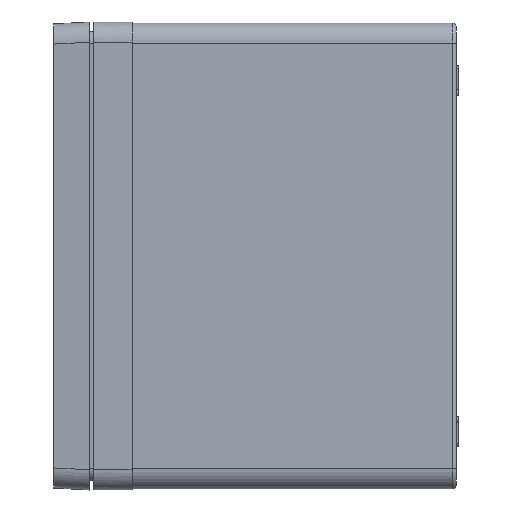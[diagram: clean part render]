
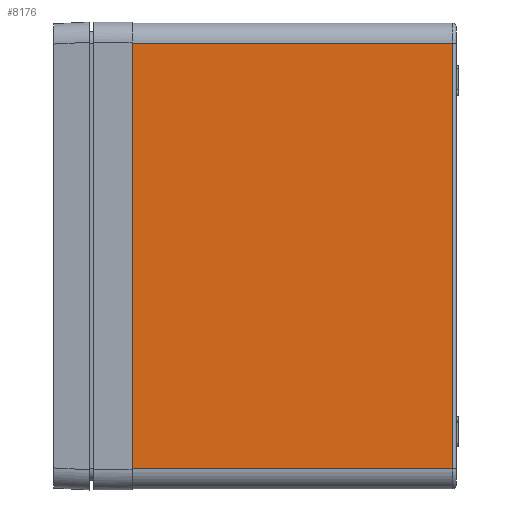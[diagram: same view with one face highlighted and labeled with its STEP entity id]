
A CAD part, left-side view. The second image highlights one B-rep face of the part: STEP entity #8176.
In plain terms, the highlighted planar face has unit normal (-1, 0, 0).
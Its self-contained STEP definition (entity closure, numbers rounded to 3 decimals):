
#932 = EDGE_CURVE ( 'NONE', #4625, #27844, #31861, .T. ) ;
#1171 = ORIENTED_EDGE ( 'NONE', *, *, #5586, .T. ) ;
#2656 = CARTESIAN_POINT ( 'NONE',  ( -165., -160., 105. ) ) ;
#2724 = LINE ( 'NONE', #36651, #33909 ) ;
#2921 = DIRECTION ( 'NONE',  ( 0., 0., 1. ) ) ;
#4305 = EDGE_CURVE ( 'NONE', #4625, #27437, #2724, .T. ) ;
#4355 = EDGE_CURVE ( 'NONE', #33545, #27844, #23733, .T. ) ;
#4625 = VERTEX_POINT ( 'NONE', #38661 ) ;
#5586 = EDGE_CURVE ( 'NONE', #27437, #33545, #21699, .T. ) ;
#8176 = ADVANCED_FACE ( 'NONE', ( #21497 ), #40180, .T. ) ;
#14275 = VECTOR ( 'NONE', #24686, 1000. ) ;
#14390 = VECTOR ( 'NONE', #36780, 1000. ) ;
#14535 = ORIENTED_EDGE ( 'NONE', *, *, #4305, .T. ) ;
#14604 = CARTESIAN_POINT ( 'NONE',  ( -165., -158., 105. ) ) ;
#14893 = DIRECTION ( 'NONE',  ( 0., -1., 0. ) ) ;
#18447 = ORIENTED_EDGE ( 'NONE', *, *, #932, .F. ) ;
#19983 = CARTESIAN_POINT ( 'NONE',  ( -165., 0., 105. ) ) ;
#20409 = ORIENTED_EDGE ( 'NONE', *, *, #4355, .T. ) ;
#21497 = FACE_OUTER_BOUND ( 'NONE', #38125, .T. ) ;
#21638 = DIRECTION ( 'NONE',  ( -1., 0., 0. ) ) ;
#21699 = LINE ( 'NONE', #14604, #28014 ) ;
#23733 = LINE ( 'NONE', #2656, #14390 ) ;
#23817 = CARTESIAN_POINT ( 'NONE',  ( -165., -158., 105. ) ) ;
#24686 = DIRECTION ( 'NONE',  ( 0., 0., 1. ) ) ;
#27437 = VERTEX_POINT ( 'NONE', #30369 ) ;
#27633 = CARTESIAN_POINT ( 'NONE',  ( -165., -160., -115. ) ) ;
#27677 = CARTESIAN_POINT ( 'NONE',  ( -165., 0., -115. ) ) ;
#27844 = VERTEX_POINT ( 'NONE', #19983 ) ;
#28014 = VECTOR ( 'NONE', #36364, 1000. ) ;
#30369 = CARTESIAN_POINT ( 'NONE',  ( -165., -158., -105. ) ) ;
#31861 = LINE ( 'NONE', #27677, #14275 ) ;
#33545 = VERTEX_POINT ( 'NONE', #23817 ) ;
#33909 = VECTOR ( 'NONE', #14893, 1000. ) ;
#36364 = DIRECTION ( 'NONE',  ( 0., 0., 1. ) ) ;
#36651 = CARTESIAN_POINT ( 'NONE',  ( -165., -160., -105. ) ) ;
#36780 = DIRECTION ( 'NONE',  ( 0., 1., 0. ) ) ;
#38125 = EDGE_LOOP ( 'NONE', ( #14535, #1171, #20409, #18447 ) ) ;
#38661 = CARTESIAN_POINT ( 'NONE',  ( -165., 0., -105. ) ) ;
#40078 = AXIS2_PLACEMENT_3D ( 'NONE', #27633, #21638, #2921 ) ;
#40180 = PLANE ( 'NONE',  #40078 ) ;
